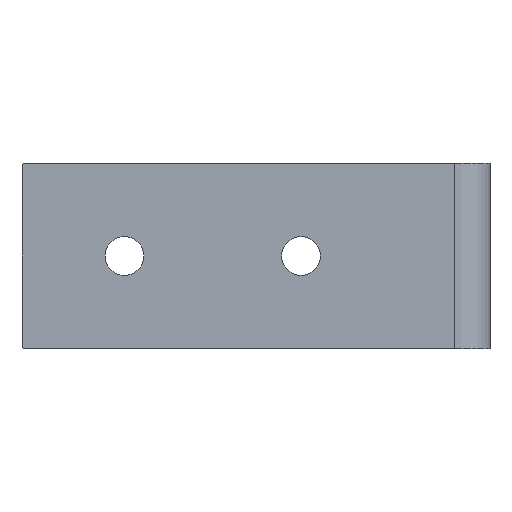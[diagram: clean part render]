
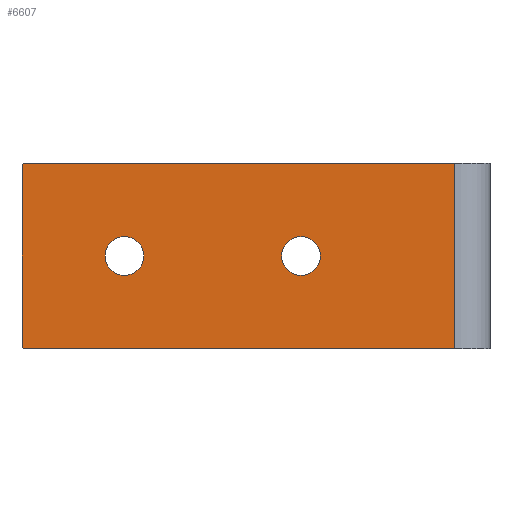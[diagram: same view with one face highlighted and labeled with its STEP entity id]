
A CAD part, front view. The second image highlights one B-rep face of the part: STEP entity #6607.
In plain terms, the highlighted planar face has unit normal (0, -1, 0).
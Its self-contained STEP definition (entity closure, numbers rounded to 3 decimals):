
#100 = CARTESIAN_POINT ( 'NONE',  ( 14.5, 0., -2.75 ) ) ;
#167 = CIRCLE ( 'NONE', #14836, 2.75 ) ;
#286 = EDGE_CURVE ( 'NONE', #5923, #10187, #11768, .T. ) ;
#294 = CARTESIAN_POINT ( 'NONE',  ( 0., 0., -13.15 ) ) ;
#478 = EDGE_CURVE ( 'NONE', #10187, #10689, #12134, .T. ) ;
#538 = VERTEX_POINT ( 'NONE', #14814 ) ;
#715 = ORIENTED_EDGE ( 'NONE', *, *, #7418, .T. ) ;
#886 = CARTESIAN_POINT ( 'NONE',  ( 0., 0., 13.15 ) ) ;
#1069 = VECTOR ( 'NONE', #11150, 1000. ) ;
#1924 = DIRECTION ( 'NONE',  ( 0., 0., 1. ) ) ;
#1987 = CARTESIAN_POINT ( 'NONE',  ( 0.5, 0., 13.15 ) ) ;
#2168 = DIRECTION ( 'NONE',  ( -1., 0., 0. ) ) ;
#2242 = ORIENTED_EDGE ( 'NONE', *, *, #478, .F. ) ;
#2343 = EDGE_CURVE ( 'NONE', #9991, #4804, #167, .T. ) ;
#2373 = DIRECTION ( 'NONE',  ( 0., 1., 0. ) ) ;
#2431 = DIRECTION ( 'NONE',  ( 0., 0., 1. ) ) ;
#2528 = DIRECTION ( 'NONE',  ( 0., -1., 0. ) ) ;
#2941 = CARTESIAN_POINT ( 'NONE',  ( 39.5, 0., 0. ) ) ;
#3174 = CARTESIAN_POINT ( 'NONE',  ( 39.5, 0., 0. ) ) ;
#3225 = DIRECTION ( 'NONE',  ( 0., 1., 0. ) ) ;
#3512 = CARTESIAN_POINT ( 'NONE',  ( 0., 0., 13.15 ) ) ;
#3622 = DIRECTION ( 'NONE',  ( -1., 0., 0. ) ) ;
#3909 = CARTESIAN_POINT ( 'NONE',  ( 61.25, 0., 13.15 ) ) ;
#4473 = ORIENTED_EDGE ( 'NONE', *, *, #12840, .T. ) ;
#4663 = VERTEX_POINT ( 'NONE', #7828 ) ;
#4804 = VERTEX_POINT ( 'NONE', #100 ) ;
#4844 = VERTEX_POINT ( 'NONE', #14257 ) ;
#5412 = ORIENTED_EDGE ( 'NONE', *, *, #286, .F. ) ;
#5591 = EDGE_LOOP ( 'NONE', ( #10728, #11051 ) ) ;
#5664 = DIRECTION ( 'NONE',  ( 0., 1., 0. ) ) ;
#5740 = LINE ( 'NONE', #3512, #14173 ) ;
#5913 = CARTESIAN_POINT ( 'NONE',  ( 39.5, 0., -2.75 ) ) ;
#5923 = VERTEX_POINT ( 'NONE', #1987 ) ;
#5938 = DIRECTION ( 'NONE',  ( -1., 0., 0. ) ) ;
#6147 = CARTESIAN_POINT ( 'NONE',  ( 0.5, 0., -12.65 ) ) ;
#6212 = EDGE_CURVE ( 'NONE', #538, #4844, #6381, .T. ) ;
#6381 = CIRCLE ( 'NONE', #9871, 0.5 ) ;
#6441 = ORIENTED_EDGE ( 'NONE', *, *, #6727, .T. ) ;
#6607 = ADVANCED_FACE ( 'NONE', ( #8422, #12099, #11145 ), #9238, .F. ) ;
#6727 = EDGE_CURVE ( 'NONE', #5923, #12155, #14827, .T. ) ;
#6816 = CIRCLE ( 'NONE', #12163, 2.75 ) ;
#6862 = AXIS2_PLACEMENT_3D ( 'NONE', #3174, #3225, #1924 ) ;
#6919 = CARTESIAN_POINT ( 'NONE',  ( 0., 0., 12.65 ) ) ;
#7213 = DIRECTION ( 'NONE',  ( 0., 0., -1. ) ) ;
#7418 = EDGE_CURVE ( 'NONE', #4844, #10689, #7857, .T. ) ;
#7704 = DIRECTION ( 'NONE',  ( 0., 0., -1. ) ) ;
#7828 = CARTESIAN_POINT ( 'NONE',  ( 39.5, 0., 2.75 ) ) ;
#7856 = CARTESIAN_POINT ( 'NONE',  ( 61.25, 0., 13.15 ) ) ;
#7857 = LINE ( 'NONE', #294, #1069 ) ;
#8422 = FACE_BOUND ( 'NONE', #13156, .T. ) ;
#8438 = DIRECTION ( 'NONE',  ( 1., 0., 0. ) ) ;
#8808 = VERTEX_POINT ( 'NONE', #5913 ) ;
#8911 = CARTESIAN_POINT ( 'NONE',  ( 14.5, 0., 2.75 ) ) ;
#8979 = EDGE_CURVE ( 'NONE', #4804, #9991, #6816, .T. ) ;
#9001 = EDGE_CURVE ( 'NONE', #4663, #8808, #12148, .T. ) ;
#9238 = PLANE ( 'NONE',  #14304 ) ;
#9534 = CARTESIAN_POINT ( 'NONE',  ( 0.5, 0., 12.65 ) ) ;
#9871 = AXIS2_PLACEMENT_3D ( 'NONE', #6147, #2528, #3622 ) ;
#9991 = VERTEX_POINT ( 'NONE', #8911 ) ;
#10138 = DIRECTION ( 'NONE',  ( 0., 1., 0. ) ) ;
#10152 = DIRECTION ( 'NONE',  ( 0., 0., 1. ) ) ;
#10153 = ORIENTED_EDGE ( 'NONE', *, *, #8979, .T. ) ;
#10187 = VERTEX_POINT ( 'NONE', #3909 ) ;
#10689 = VERTEX_POINT ( 'NONE', #11905 ) ;
#10728 = ORIENTED_EDGE ( 'NONE', *, *, #9001, .T. ) ;
#10859 = ORIENTED_EDGE ( 'NONE', *, *, #2343, .T. ) ;
#10897 = AXIS2_PLACEMENT_3D ( 'NONE', #2941, #10138, #11102 ) ;
#11051 = ORIENTED_EDGE ( 'NONE', *, *, #13493, .T. ) ;
#11102 = DIRECTION ( 'NONE',  ( 0., 0., 1. ) ) ;
#11145 = FACE_OUTER_BOUND ( 'NONE', #14739, .T. ) ;
#11150 = DIRECTION ( 'NONE',  ( 1., 0., 0. ) ) ;
#11768 = LINE ( 'NONE', #13011, #14497 ) ;
#11788 = CARTESIAN_POINT ( 'NONE',  ( 14.5, 0., 0. ) ) ;
#11905 = CARTESIAN_POINT ( 'NONE',  ( 61.25, 0., -13.15 ) ) ;
#11995 = DIRECTION ( 'NONE',  ( 0., -1., 0. ) ) ;
#12099 = FACE_BOUND ( 'NONE', #5591, .T. ) ;
#12134 = LINE ( 'NONE', #7856, #13230 ) ;
#12148 = CIRCLE ( 'NONE', #6862, 2.75 ) ;
#12155 = VERTEX_POINT ( 'NONE', #6919 ) ;
#12163 = AXIS2_PLACEMENT_3D ( 'NONE', #13687, #13734, #10152 ) ;
#12840 = EDGE_CURVE ( 'NONE', #12155, #538, #5740, .T. ) ;
#13011 = CARTESIAN_POINT ( 'NONE',  ( 0., 0., 13.15 ) ) ;
#13075 = ORIENTED_EDGE ( 'NONE', *, *, #6212, .T. ) ;
#13156 = EDGE_LOOP ( 'NONE', ( #10859, #10153 ) ) ;
#13230 = VECTOR ( 'NONE', #7704, 1000. ) ;
#13493 = EDGE_CURVE ( 'NONE', #8808, #4663, #13987, .T. ) ;
#13512 = AXIS2_PLACEMENT_3D ( 'NONE', #9534, #11995, #5938 ) ;
#13687 = CARTESIAN_POINT ( 'NONE',  ( 14.5, 0., 0. ) ) ;
#13734 = DIRECTION ( 'NONE',  ( 0., 1., 0. ) ) ;
#13987 = CIRCLE ( 'NONE', #10897, 2.75 ) ;
#14173 = VECTOR ( 'NONE', #7213, 1000. ) ;
#14257 = CARTESIAN_POINT ( 'NONE',  ( 0.5, 0., -13.15 ) ) ;
#14304 = AXIS2_PLACEMENT_3D ( 'NONE', #886, #5664, #2168 ) ;
#14497 = VECTOR ( 'NONE', #8438, 1000. ) ;
#14739 = EDGE_LOOP ( 'NONE', ( #4473, #13075, #715, #2242, #5412, #6441 ) ) ;
#14814 = CARTESIAN_POINT ( 'NONE',  ( 0., 0., -12.65 ) ) ;
#14827 = CIRCLE ( 'NONE', #13512, 0.5 ) ;
#14836 = AXIS2_PLACEMENT_3D ( 'NONE', #11788, #2373, #2431 ) ;
